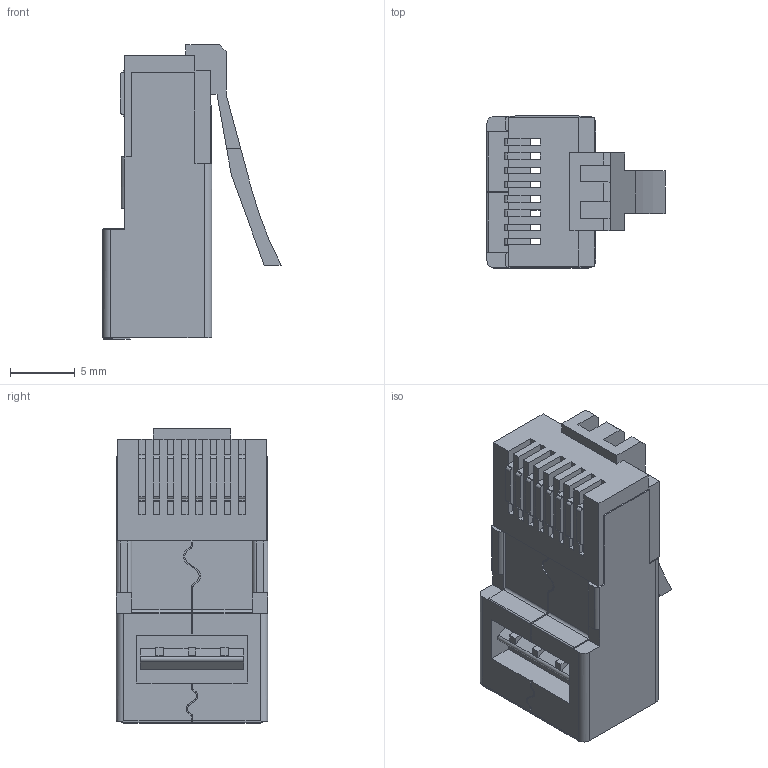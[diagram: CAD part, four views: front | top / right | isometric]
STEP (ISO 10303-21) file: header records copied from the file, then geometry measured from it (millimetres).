
FILE_DESCRIPTION(/* description */ (''),/* implementation_level */ '2;1');
FILE_NAME(/* name */ '100118107ugm000_c.stp',/* time_stamp */ '2019-08-29T07:37:56+02:00',/* author */ (''),/* organization */ (''),/* preprocessor_version */ 'ST-DEVELOPER v16.7',/* originating_system */ 'SIEMENS PLM Software NX 12.0',/* authorisation */ '');
FILE_SCHEMA (('AUTOMOTIVE_DESIGN { 1 0 10303 214 3 1 1 1 }'));
Length unit declared in the file: millimetre
Products named in the file (1): 100118107ugm000_c
Bounding box: 13.74 x 11.7 x 22.7 mm (x, y, z)
Volume: 1129.2 mm3; surface area: 1959.1 mm2
Topology: 1 solids, 1 shells, 319 faces, 988 edges, 638 vertices
Faces by surface type: plane 250, cylinder 63, bspline 6
Entity records: 12127 total; most frequent: CARTESIAN_POINT 2069, ORIENTED_EDGE 1970, DIRECTION 1739, EDGE_CURVE 985, LINE 835, VECTOR 835, VERTEX_POINT 637, AXIS2_PLACEMENT_3D 452
